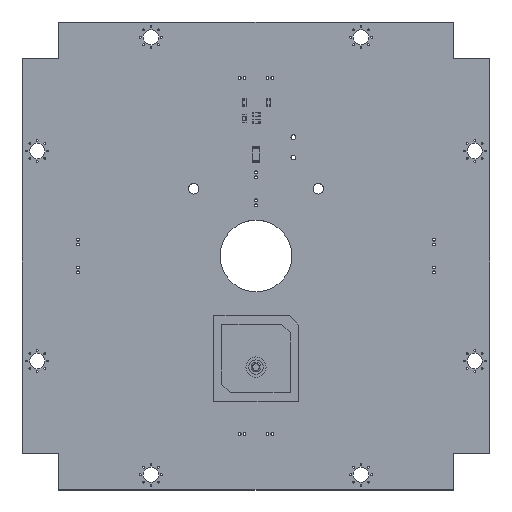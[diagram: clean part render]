
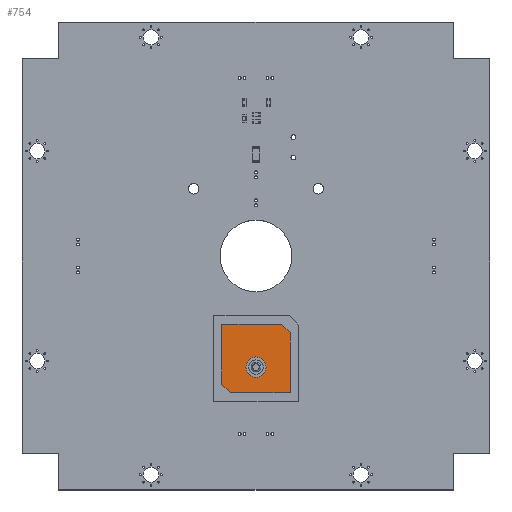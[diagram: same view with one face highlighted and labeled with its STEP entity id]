
A CAD part, top view. The second image highlights one B-rep face of the part: STEP entity #754.
In plain terms, the highlighted face is planar.
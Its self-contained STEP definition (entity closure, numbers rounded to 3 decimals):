
#533 = VERTEX_POINT('',#534);
#534 = CARTESIAN_POINT('',(0.,4.4,3.925));
#540 = EDGE_CURVE('',#541,#533,#543,.T.);
#541 = VERTEX_POINT('',#542);
#542 = CARTESIAN_POINT('',(0.,4.4,-0.325));
#543 = CIRCLE('',#544,2.125);
#544 = AXIS2_PLACEMENT_3D('',#545,#546,#547);
#545 = CARTESIAN_POINT('',(0.,4.4,1.8));
#546 = DIRECTION('',(0.,1.,0.));
#547 = DIRECTION('',(0.,-0.,1.));
#583 = VERTEX_POINT('',#584);
#584 = CARTESIAN_POINT('',(-7.175,4.4,5.375));
#590 = EDGE_CURVE('',#591,#583,#593,.T.);
#591 = VERTEX_POINT('',#592);
#592 = CARTESIAN_POINT('',(-7.175,4.4,-7.175));
#593 = LINE('',#594,#595);
#594 = CARTESIAN_POINT('',(-7.175,4.4,5.375));
#595 = VECTOR('',#596,1.);
#596 = DIRECTION('',(-0.,-0.,1.));
#621 = VERTEX_POINT('',#622);
#622 = CARTESIAN_POINT('',(-5.375,4.4,7.175));
#628 = EDGE_CURVE('',#583,#621,#629,.T.);
#629 = LINE('',#630,#631);
#630 = CARTESIAN_POINT('',(-7.175,4.4,5.375));
#631 = VECTOR('',#632,1.);
#632 = DIRECTION('',(0.707,0.,0.707));
#652 = VERTEX_POINT('',#653);
#653 = CARTESIAN_POINT('',(7.175,4.4,7.175));
#659 = EDGE_CURVE('',#621,#652,#660,.T.);
#660 = LINE('',#661,#662);
#661 = CARTESIAN_POINT('',(-5.375,4.4,7.175));
#662 = VECTOR('',#663,1.);
#663 = DIRECTION('',(1.,0.,0.));
#683 = VERTEX_POINT('',#684);
#684 = CARTESIAN_POINT('',(7.175,4.4,-5.375));
#690 = EDGE_CURVE('',#652,#683,#691,.T.);
#691 = LINE('',#692,#693);
#692 = CARTESIAN_POINT('',(7.175,4.4,7.175));
#693 = VECTOR('',#694,1.);
#694 = DIRECTION('',(0.,0.,-1.));
#714 = VERTEX_POINT('',#715);
#715 = CARTESIAN_POINT('',(5.375,4.4,-7.175));
#721 = EDGE_CURVE('',#683,#714,#722,.T.);
#722 = LINE('',#723,#724);
#723 = CARTESIAN_POINT('',(5.375,4.4,-7.175));
#724 = VECTOR('',#725,1.);
#725 = DIRECTION('',(-0.707,-0.,-0.707));
#743 = EDGE_CURVE('',#714,#591,#744,.T.);
#744 = LINE('',#745,#746);
#745 = CARTESIAN_POINT('',(-7.175,4.4,-7.175));
#746 = VECTOR('',#747,1.);
#747 = DIRECTION('',(-1.,-0.,-0.));
#754 = ADVANCED_FACE('',(#755,#765),#773,.T.);
#755 = FACE_BOUND('',#756,.T.);
#756 = EDGE_LOOP('',(#757,#764));
#757 = ORIENTED_EDGE('',*,*,#758,.F.);
#758 = EDGE_CURVE('',#533,#541,#759,.T.);
#759 = CIRCLE('',#760,2.125);
#760 = AXIS2_PLACEMENT_3D('',#761,#762,#763);
#761 = CARTESIAN_POINT('',(0.,4.4,1.8));
#762 = DIRECTION('',(0.,1.,0.));
#763 = DIRECTION('',(0.,-0.,1.));
#764 = ORIENTED_EDGE('',*,*,#540,.F.);
#765 = FACE_BOUND('',#766,.T.);
#766 = EDGE_LOOP('',(#767,#768,#769,#770,#771,#772));
#767 = ORIENTED_EDGE('',*,*,#743,.T.);
#768 = ORIENTED_EDGE('',*,*,#590,.T.);
#769 = ORIENTED_EDGE('',*,*,#628,.T.);
#770 = ORIENTED_EDGE('',*,*,#659,.T.);
#771 = ORIENTED_EDGE('',*,*,#690,.T.);
#772 = ORIENTED_EDGE('',*,*,#721,.T.);
#773 = PLANE('',#774);
#774 = AXIS2_PLACEMENT_3D('',#775,#776,#777);
#775 = CARTESIAN_POINT('',(0.,4.4,0.));
#776 = DIRECTION('',(-0.,1.,0.));
#777 = DIRECTION('',(0.,0.,1.));
